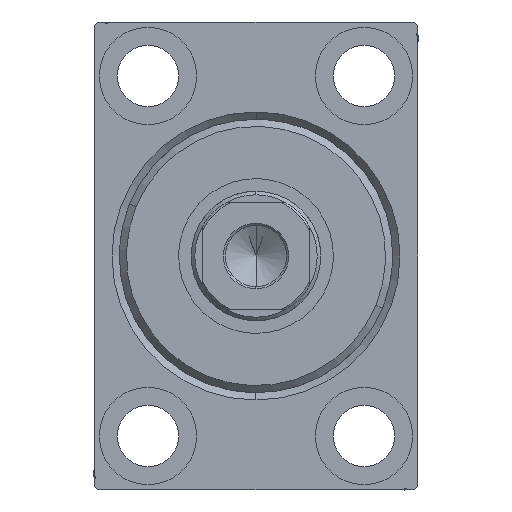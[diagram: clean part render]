
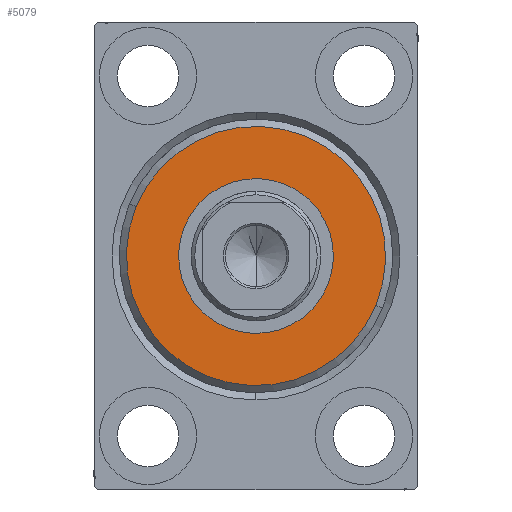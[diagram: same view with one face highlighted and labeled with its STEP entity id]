
A CAD part, left-side view. The second image highlights one B-rep face of the part: STEP entity #5079.
In plain terms, the highlighted face is planar.
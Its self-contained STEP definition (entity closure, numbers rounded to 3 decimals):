
#107 = VERTEX_POINT ( 'NONE', #13715 ) ;
#3205 = AXIS2_PLACEMENT_3D ( 'NONE', #25714, #22390, #15760 ) ;
#3732 = AXIS2_PLACEMENT_3D ( 'NONE', #41742, #4544, #35079 ) ;
#4240 = ORIENTED_EDGE ( 'NONE', *, *, #18175, .T. ) ;
#4544 = DIRECTION ( 'NONE',  ( -1., 0., 0. ) ) ;
#4997 = CIRCLE ( 'NONE', #30453, 10.75 ) ;
#5079 = ADVANCED_FACE ( 'NONE', ( #38342, #8013 ), #12219, .T. ) ;
#6043 = AXIS2_PLACEMENT_3D ( 'NONE', #39776, #9221, #15222 ) ;
#6241 = CARTESIAN_POINT ( 'NONE',  ( 3., 0., 18. ) ) ;
#6643 = EDGE_CURVE ( 'NONE', #11268, #107, #34327, .T. ) ;
#8013 = FACE_BOUND ( 'NONE', #22379, .T. ) ;
#8097 = ORIENTED_EDGE ( 'NONE', *, *, #6643, .T. ) ;
#9221 = DIRECTION ( 'NONE',  ( 1., 0., 0. ) ) ;
#10500 = CARTESIAN_POINT ( 'NONE',  ( 3., 0., 0. ) ) ;
#10528 = CARTESIAN_POINT ( 'NONE',  ( 3., 0., 10.75 ) ) ;
#11268 = VERTEX_POINT ( 'NONE', #6241 ) ;
#12219 = PLANE ( 'NONE',  #3205 ) ;
#12239 = VERTEX_POINT ( 'NONE', #17524 ) ;
#13715 = CARTESIAN_POINT ( 'NONE',  ( 3., 0., -18. ) ) ;
#15222 = DIRECTION ( 'NONE',  ( 0., 0., -1. ) ) ;
#15340 = ORIENTED_EDGE ( 'NONE', *, *, #37887, .T. ) ;
#15760 = DIRECTION ( 'NONE',  ( 0., 0., -1. ) ) ;
#17506 = DIRECTION ( 'NONE',  ( 0., 0., -1. ) ) ;
#17524 = CARTESIAN_POINT ( 'NONE',  ( 3., 0., -10.75 ) ) ;
#18175 = EDGE_CURVE ( 'NONE', #107, #11268, #41488, .T. ) ;
#18442 = ORIENTED_EDGE ( 'NONE', *, *, #33072, .T. ) ;
#21471 = CARTESIAN_POINT ( 'NONE',  ( 3., 0., 0. ) ) ;
#22379 = EDGE_LOOP ( 'NONE', ( #18442, #15340 ) ) ;
#22380 = AXIS2_PLACEMENT_3D ( 'NONE', #21471, #27469, #17506 ) ;
#22390 = DIRECTION ( 'NONE',  ( 1., 0., 0. ) ) ;
#23993 = DIRECTION ( 'NONE',  ( 0., 0., -1. ) ) ;
#25714 = CARTESIAN_POINT ( 'NONE',  ( 3., 0., 0. ) ) ;
#27469 = DIRECTION ( 'NONE',  ( 1., 0., 0. ) ) ;
#30453 = AXIS2_PLACEMENT_3D ( 'NONE', #10500, #37721, #23993 ) ;
#31283 = CIRCLE ( 'NONE', #3732, 10.75 ) ;
#33072 = EDGE_CURVE ( 'NONE', #40851, #12239, #4997, .T. ) ;
#34327 = CIRCLE ( 'NONE', #6043, 18. ) ;
#35079 = DIRECTION ( 'NONE',  ( 0., 0., -1. ) ) ;
#37721 = DIRECTION ( 'NONE',  ( -1., 0., 0. ) ) ;
#37887 = EDGE_CURVE ( 'NONE', #12239, #40851, #31283, .T. ) ;
#38342 = FACE_OUTER_BOUND ( 'NONE', #43316, .T. ) ;
#39776 = CARTESIAN_POINT ( 'NONE',  ( 3., 0., 0. ) ) ;
#40851 = VERTEX_POINT ( 'NONE', #10528 ) ;
#41488 = CIRCLE ( 'NONE', #22380, 18. ) ;
#41742 = CARTESIAN_POINT ( 'NONE',  ( 3., 0., 0. ) ) ;
#43316 = EDGE_LOOP ( 'NONE', ( #8097, #4240 ) ) ;
